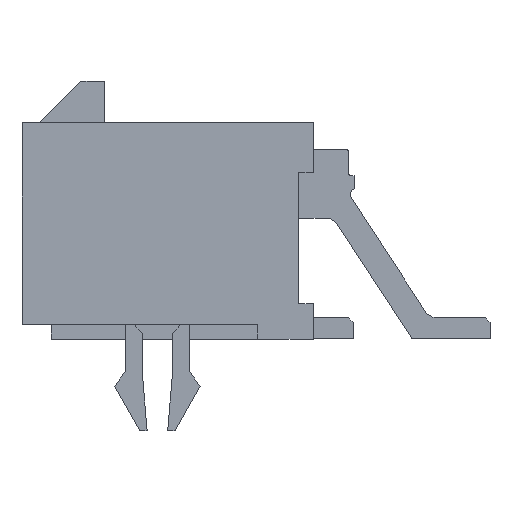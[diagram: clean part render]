
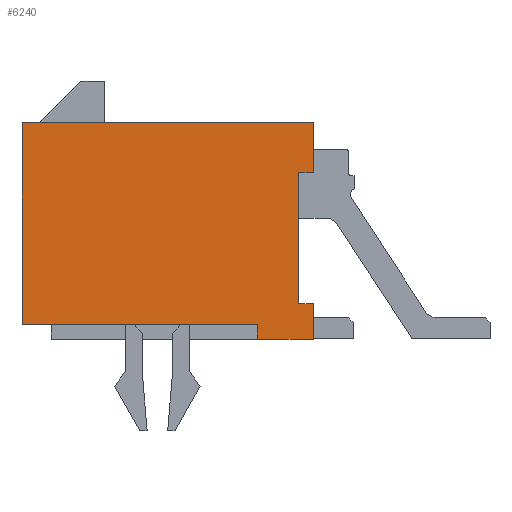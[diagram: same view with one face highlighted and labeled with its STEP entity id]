
A CAD part, left-side view. The second image highlights one B-rep face of the part: STEP entity #6240.
In plain terms, the highlighted face is planar.
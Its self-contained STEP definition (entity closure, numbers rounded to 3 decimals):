
#545=ORIENTED_EDGE('',*,*,#1746,.T.);
#546=ORIENTED_EDGE('',*,*,#1563,.F.);
#547=ORIENTED_EDGE('',*,*,#1747,.T.);
#548=ORIENTED_EDGE('',*,*,#1744,.T.);
#549=ORIENTED_EDGE('',*,*,#1748,.T.);
#550=ORIENTED_EDGE('',*,*,#1749,.T.);
#551=ORIENTED_EDGE('',*,*,#1499,.F.);
#552=ORIENTED_EDGE('',*,*,#1494,.T.);
#553=ORIENTED_EDGE('',*,*,#1750,.T.);
#554=ORIENTED_EDGE('',*,*,#1732,.F.);
#1494=EDGE_CURVE('',#2153,#2155,#2581,.T.);
#1499=EDGE_CURVE('',#2153,#2158,#2586,.T.);
#1563=EDGE_CURVE('',#2208,#2206,#2650,.T.);
#1732=EDGE_CURVE('',#2327,#2326,#2811,.T.);
#1744=EDGE_CURVE('',#2335,#2334,#2823,.T.);
#1746=EDGE_CURVE('',#2327,#2206,#2825,.T.);
#1747=EDGE_CURVE('',#2208,#2335,#2826,.T.);
#1748=EDGE_CURVE('',#2334,#2336,#2827,.T.);
#1749=EDGE_CURVE('',#2336,#2158,#2828,.T.);
#1750=EDGE_CURVE('',#2155,#2326,#2829,.T.);
#2153=VERTEX_POINT('',#8068);
#2155=VERTEX_POINT('',#8072);
#2158=VERTEX_POINT('',#8082);
#2206=VERTEX_POINT('',#8210);
#2208=VERTEX_POINT('',#8214);
#2326=VERTEX_POINT('',#8545);
#2327=VERTEX_POINT('',#8549);
#2334=VERTEX_POINT('',#8573);
#2335=VERTEX_POINT('',#8575);
#2336=VERTEX_POINT('',#8581);
#2581=LINE('',#8073,#3208);
#2586=LINE('',#8083,#3213);
#2650=LINE('',#8215,#3277);
#2811=LINE('',#8550,#3438);
#2823=LINE('',#8574,#3450);
#2825=LINE('',#8578,#3452);
#2826=LINE('',#8579,#3453);
#2827=LINE('',#8580,#3454);
#2828=LINE('',#8582,#3455);
#2829=LINE('',#8583,#3456);
#3208=VECTOR('',#6815,1000.);
#3213=VECTOR('',#6824,1000.);
#3277=VECTOR('',#6924,1000.);
#3438=VECTOR('',#7195,1000.);
#3450=VECTOR('',#7217,1000.);
#3452=VECTOR('',#7221,1000.);
#3453=VECTOR('',#7222,1000.);
#3454=VECTOR('',#7223,1000.);
#3455=VECTOR('',#7224,1000.);
#3456=VECTOR('',#7225,1000.);
#3831=EDGE_LOOP('',(#545,#546,#547,#548,#549,#550,#551,#552,#553,#554));
#4082=FACE_BOUND('',#3831,.T.);
#4330=PLANE('',#6499);
#6240=ADVANCED_FACE('',(#4082),#4330,.T.);
#6499=AXIS2_PLACEMENT_3D('',#8577,#7219,#7220);
#6815=DIRECTION('',(0.,0.,-1.));
#6824=DIRECTION('',(-1.,0.,0.));
#6924=DIRECTION('',(0.,0.,1.));
#7195=DIRECTION('',(0.,0.,-1.));
#7217=DIRECTION('',(0.,0.,1.));
#7219=DIRECTION('',(0.,1.,0.));
#7220=DIRECTION('',(0.,0.,1.));
#7221=DIRECTION('',(-1.,0.,0.));
#7222=DIRECTION('',(-1.,0.,0.));
#7223=DIRECTION('',(1.,0.,0.));
#7224=DIRECTION('',(0.,0.,-1.));
#7225=DIRECTION('',(-1.,0.,0.));
#8068=CARTESIAN_POINT('',(3.93,3.35,-3.05));
#8072=CARTESIAN_POINT('',(3.93,3.35,-4.95));
#8073=CARTESIAN_POINT('',(3.93,3.35,-3.05));
#8082=CARTESIAN_POINT('',(3.43,3.35,-3.05));
#8083=CARTESIAN_POINT('',(3.93,3.35,-3.05));
#8210=CARTESIAN_POINT('',(-1.73,3.35,-4.45));
#8214=CARTESIAN_POINT('',(-1.73,3.35,-4.95));
#8215=CARTESIAN_POINT('',(-1.73,3.35,-4.95));
#8545=CARTESIAN_POINT('',(2.73,3.35,-4.95));
#8549=CARTESIAN_POINT('',(2.73,3.35,-4.45));
#8550=CARTESIAN_POINT('',(2.73,3.35,-4.45));
#8573=CARTESIAN_POINT('',(-3.43,3.35,4.95));
#8574=CARTESIAN_POINT('',(-3.43,3.35,-4.95));
#8575=CARTESIAN_POINT('',(-3.43,3.35,-4.95));
#8577=CARTESIAN_POINT('',(0.,3.35,0.));
#8578=CARTESIAN_POINT('',(-2.73,3.35,-4.45));
#8579=CARTESIAN_POINT('',(3.43,3.35,-4.95));
#8580=CARTESIAN_POINT('',(-3.43,3.35,4.95));
#8581=CARTESIAN_POINT('',(3.43,3.35,4.95));
#8582=CARTESIAN_POINT('',(3.43,3.35,4.95));
#8583=CARTESIAN_POINT('',(3.43,3.35,-4.95));
